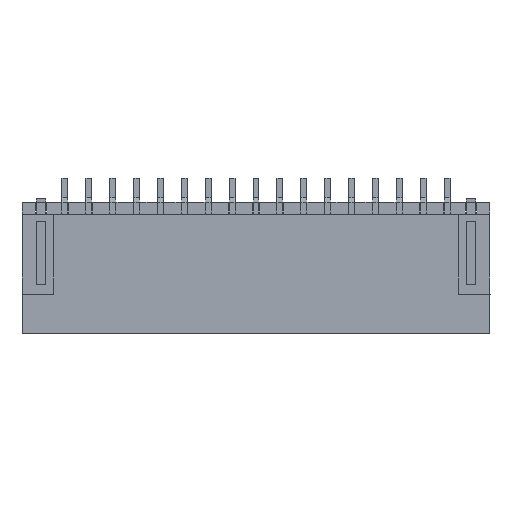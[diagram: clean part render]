
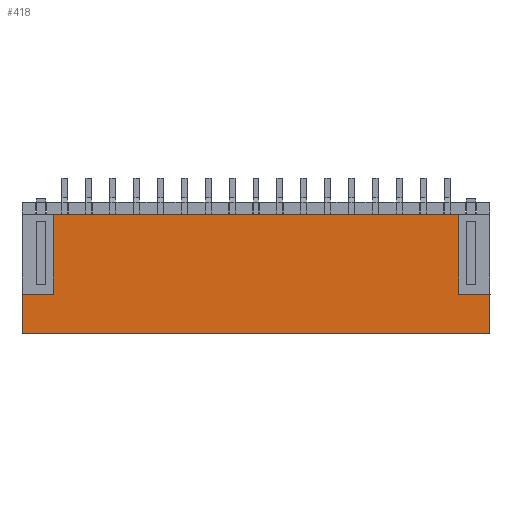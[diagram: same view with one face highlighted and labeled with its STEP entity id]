
A CAD part, front view. The second image highlights one B-rep face of the part: STEP entity #418.
In plain terms, the highlighted planar face has unit normal (0, -1, 0).
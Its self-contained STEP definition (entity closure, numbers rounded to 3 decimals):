
#418=ADVANCED_FACE('208191',(#1234),#1235,.F.);
#1234=FACE_OUTER_BOUND('',#2084,.T.);
#1235=PLANE('',#2085);
#2084=EDGE_LOOP('',(#5301,#5302,#5303,#5304,#5305,#5306,#5307,#5308));
#2085=AXIS2_PLACEMENT_3D('',#5309,#5310,#5311);
#5301=ORIENTED_EDGE('',*,*,#6602,.T.);
#5302=ORIENTED_EDGE('',*,*,#6603,.T.);
#5303=ORIENTED_EDGE('',*,*,#6604,.F.);
#5304=ORIENTED_EDGE('',*,*,#5577,.T.);
#5305=ORIENTED_EDGE('',*,*,#6601,.F.);
#5306=ORIENTED_EDGE('',*,*,#6605,.T.);
#5307=ORIENTED_EDGE('',*,*,#6606,.T.);
#5308=ORIENTED_EDGE('',*,*,#5746,.T.);
#5309=CARTESIAN_POINT('',(0.0,0.0,-3.0));
#5310=DIRECTION('',(0.0,1.0,0.0));
#5311=DIRECTION('',(1.0,0.0,0.0));
#5577=EDGE_CURVE('210695',#6681,#6683,#6685,.T.);
#5746=EDGE_CURVE('210694',#6996,#6994,#6997,.T.);
#6601=EDGE_CURVE('210619',#8396,#6683,#8398,.T.);
#6602=EDGE_CURVE('208942',#6994,#8399,#8400,.T.);
#6603=EDGE_CURVE('208944',#8399,#8401,#8402,.T.);
#6604=EDGE_CURVE('208945',#6681,#8401,#8403,.T.);
#6605=EDGE_CURVE('210621',#8396,#8404,#8405,.T.);
#6606=EDGE_CURVE('210618',#8404,#6996,#8406,.T.);
#6681=VERTEX_POINT('',#8519);
#6683=VERTEX_POINT('',#8522);
#6685=LINE('',#8525,#8526);
#6994=VERTEX_POINT('',#9002);
#6996=VERTEX_POINT('',#9005);
#6997=LINE('',#9006,#9007);
#8396=VERTEX_POINT('',#11259);
#8398=LINE('',#11262,#11263);
#8399=VERTEX_POINT('',#11264);
#8400=LINE('',#11265,#11266);
#8401=VERTEX_POINT('',#11267);
#8402=LINE('',#11268,#11269);
#8403=LINE('',#11270,#11271);
#8404=VERTEX_POINT('',#11272);
#8405=LINE('',#11273,#11274);
#8406=LINE('',#11275,#11276);
#8519=CARTESIAN_POINT('',(-16.3,0.,-5.5));
#8522=CARTESIAN_POINT('',(3.3,0.0,-5.5));
#8525=CARTESIAN_POINT('',(-16.3,0.,-5.5));
#8526=VECTOR('',#11433,19.6);
#9002=CARTESIAN_POINT('',(-15.0,0.,-0.5));
#9005=CARTESIAN_POINT('',(2.0,0.0,-0.5));
#9006=CARTESIAN_POINT('',(2.0,0.0,-0.5));
#9007=VECTOR('',#11602,17.0);
#11259=CARTESIAN_POINT('',(3.3,0.0,-3.85));
#11262=CARTESIAN_POINT('',(3.3,0.0,-3.85));
#11263=VECTOR('',#12457,1.65);
#11264=CARTESIAN_POINT('',(-15.0,0.,-3.85));
#11265=CARTESIAN_POINT('',(-15.0,0.,-0.5));
#11266=VECTOR('',#12458,3.35);
#11267=CARTESIAN_POINT('',(-16.3,0.,-3.85));
#11268=CARTESIAN_POINT('',(-15.0,0.,-3.85));
#11269=VECTOR('',#12459,1.3);
#11270=CARTESIAN_POINT('',(-16.3,0.,-5.5));
#11271=VECTOR('',#12460,1.65);
#11272=CARTESIAN_POINT('',(2.0,0.0,-3.85));
#11273=CARTESIAN_POINT('',(3.3,0.0,-3.85));
#11274=VECTOR('',#12461,1.3);
#11275=CARTESIAN_POINT('',(2.0,0.0,-3.85));
#11276=VECTOR('',#12462,3.35);
#11433=DIRECTION('',(1.0,0.0,0.0));
#11602=DIRECTION('',(-1.0,0.0,0.0));
#12457=DIRECTION('',(0.0,0.0,-1.0));
#12458=DIRECTION('',(0.,0.0,-1.0));
#12459=DIRECTION('',(-1.0,0.0,0.0));
#12460=DIRECTION('',(0.,0.0,1.0));
#12461=DIRECTION('',(-1.0,0.0,0.0));
#12462=DIRECTION('',(0.0,0.0,1.0));
